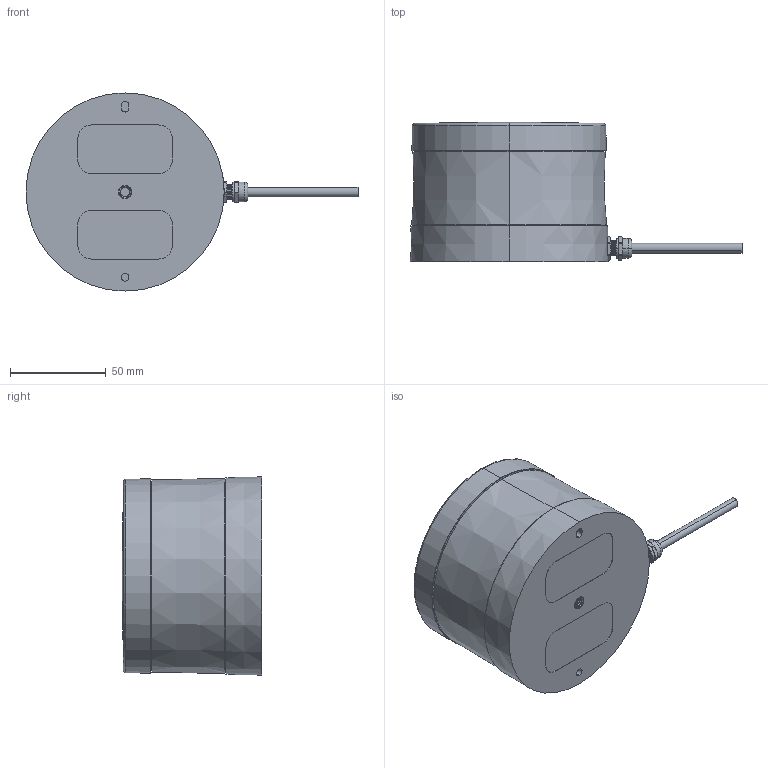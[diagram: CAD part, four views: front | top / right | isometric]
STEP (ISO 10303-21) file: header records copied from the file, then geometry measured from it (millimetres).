
FILE_DESCRIPTION (( 'STEP AP214' ), '1' );
FILE_NAME ('-part.STEP', '2015-09-29T18:11:56', ( '' ), ( '' ), 'SwSTEP 2.0', 'SolidWorks 2013', '' );
FILE_SCHEMA (( 'AUTOMOTIVE_DESIGN' ));
Length unit declared in the file: inch
Products named in the file (1): -part
Bounding box: 173.02 x 72.75 x 103.27 mm (x, y, z)
Volume: 585082 mm3; surface area: 47700.6 mm2
Topology: 5 solids, 5 shells, 223 faces, 481 edges, 284 vertices
Faces by surface type: cone 108, cylinder 49, plane 48, torus 10, bspline 8
Entity records: 10631 total; most frequent: CARTESIAN_POINT 2730, DIRECTION 1111, ORIENTED_EDGE 962, EDGE_CURVE 481, AXIS2_PLACEMENT_3D 448, VERTEX_POINT 284, EDGE_LOOP 243, CIRCLE 232
